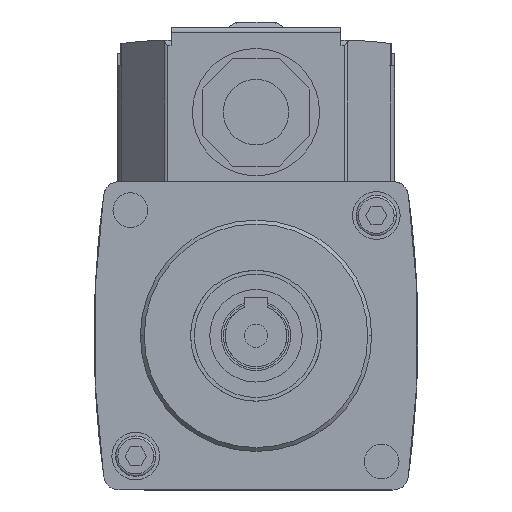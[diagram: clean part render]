
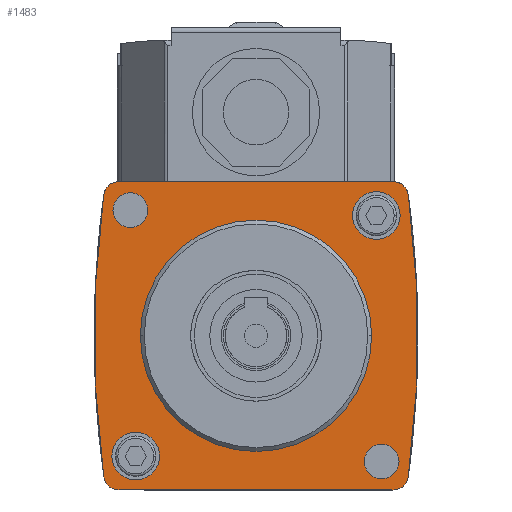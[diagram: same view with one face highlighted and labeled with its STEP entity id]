
A CAD part, front view. The second image highlights one B-rep face of the part: STEP entity #1483.
In plain terms, the highlighted planar face has unit normal (0, -1, 0).
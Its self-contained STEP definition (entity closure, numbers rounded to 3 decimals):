
#1483=ADVANCED_FACE('',(#3066,#3067,#3068,#3069,#3070,#3071),#3072,.T.);
#3066=FACE_BOUND('',#4742,.T.);
#3067=FACE_BOUND('',#4743,.T.);
#3068=FACE_BOUND('',#4744,.T.);
#3069=FACE_BOUND('',#4745,.T.);
#3070=FACE_BOUND('',#4746,.T.);
#3071=FACE_OUTER_BOUND('',#4747,.T.);
#3072=PLANE('',#4748);
#4742=EDGE_LOOP('',(#9102,#9103));
#4743=EDGE_LOOP('',(#9104,#9105));
#4744=EDGE_LOOP('',(#9106,#9107));
#4745=EDGE_LOOP('',(#9108,#9109));
#4746=EDGE_LOOP('',(#9110,#9111));
#4747=EDGE_LOOP('',(#9112,#9113,#9114,#9115,#9116,#9117,#9118,#9119));
#4748=AXIS2_PLACEMENT_3D('',#9120,#9121,#9122);
#9102=ORIENTED_EDGE('',*,*,#11343,.T.);
#9103=ORIENTED_EDGE('',*,*,#11187,.T.);
#9104=ORIENTED_EDGE('',*,*,#11347,.T.);
#9105=ORIENTED_EDGE('',*,*,#11182,.T.);
#9106=ORIENTED_EDGE('',*,*,#11153,.T.);
#9107=ORIENTED_EDGE('',*,*,#11360,.T.);
#9108=ORIENTED_EDGE('',*,*,#11148,.T.);
#9109=ORIENTED_EDGE('',*,*,#11361,.T.);
#9110=ORIENTED_EDGE('',*,*,#11170,.T.);
#9111=ORIENTED_EDGE('',*,*,#11356,.T.);
#9112=ORIENTED_EDGE('',*,*,#11362,.F.);
#9113=ORIENTED_EDGE('',*,*,#11363,.F.);
#9114=ORIENTED_EDGE('',*,*,#11364,.F.);
#9115=ORIENTED_EDGE('',*,*,#11365,.F.);
#9116=ORIENTED_EDGE('',*,*,#11366,.F.);
#9117=ORIENTED_EDGE('',*,*,#11367,.F.);
#9118=ORIENTED_EDGE('',*,*,#11368,.F.);
#9119=ORIENTED_EDGE('',*,*,#11369,.F.);
#9120=CARTESIAN_POINT('',(0.,-6.01,0.));
#9121=DIRECTION('',(0.0,-1.0,0.0));
#9122=DIRECTION('',(1.0,0.0,0.0));
#11148=EDGE_CURVE('',#13683,#13680,#13684,.T.);
#11153=EDGE_CURVE('',#13692,#13689,#13693,.T.);
#11170=EDGE_CURVE('',#13717,#13721,#13723,.T.);
#11182=EDGE_CURVE('',#13743,#13740,#13744,.T.);
#11187=EDGE_CURVE('',#13752,#13749,#13753,.T.);
#11343=EDGE_CURVE('',#13749,#13752,#13978,.T.);
#11347=EDGE_CURVE('',#13740,#13743,#13982,.T.);
#11356=EDGE_CURVE('',#13721,#13717,#13991,.T.);
#11360=EDGE_CURVE('',#13689,#13692,#13995,.T.);
#11361=EDGE_CURVE('',#13680,#13683,#13996,.T.);
#11362=EDGE_CURVE('',#13997,#13998,#13999,.T.);
#11363=EDGE_CURVE('',#14000,#13997,#14001,.T.);
#11364=EDGE_CURVE('',#14002,#14000,#14003,.T.);
#11365=EDGE_CURVE('',#14004,#14002,#14005,.T.);
#11366=EDGE_CURVE('',#14006,#14004,#14007,.T.);
#11367=EDGE_CURVE('',#14008,#14006,#14009,.T.);
#11368=EDGE_CURVE('',#14010,#14008,#14011,.T.);
#11369=EDGE_CURVE('',#13998,#14010,#14012,.T.);
#13680=VERTEX_POINT('',#17845);
#13683=VERTEX_POINT('',#17849);
#13684=CIRCLE('',#17850,2.25);
#13689=VERTEX_POINT('',#17856);
#13692=VERTEX_POINT('',#17860);
#13693=CIRCLE('',#17861,2.25);
#13717=VERTEX_POINT('',#17890);
#13721=VERTEX_POINT('',#17895);
#13723=CIRCLE('',#17898,15.0);
#13740=VERTEX_POINT('',#17919);
#13743=VERTEX_POINT('',#17923);
#13744=CIRCLE('',#17924,3.09);
#13749=VERTEX_POINT('',#17930);
#13752=VERTEX_POINT('',#17934);
#13753=CIRCLE('',#17935,3.09);
#13978=CIRCLE('',#18241,3.09);
#13982=CIRCLE('',#18245,3.09);
#13991=CIRCLE('',#18254,15.0);
#13995=CIRCLE('',#18258,2.25);
#13996=CIRCLE('',#18259,2.25);
#13997=VERTEX_POINT('',#18260);
#13998=VERTEX_POINT('',#18261);
#13999=LINE('',#18262,#18263);
#14000=VERTEX_POINT('',#18264);
#14001=CIRCLE('',#18265,2.);
#14002=VERTEX_POINT('',#18266);
#14003=CIRCLE('',#18267,134.1);
#14004=VERTEX_POINT('',#18268);
#14005=CIRCLE('',#18269,2.);
#14006=VERTEX_POINT('',#18270);
#14007=LINE('',#18271,#18272);
#14008=VERTEX_POINT('',#18273);
#14009=CIRCLE('',#18274,2.);
#14010=VERTEX_POINT('',#18275);
#14011=CIRCLE('',#18276,134.1);
#14012=CIRCLE('',#18277,2.);
#17845=CARTESIAN_POINT('',(-14.05,-6.01,16.3));
#17849=CARTESIAN_POINT('',(-18.55,-6.01,16.3));
#17850=AXIS2_PLACEMENT_3D('',#20249,#20250,#20251);
#17856=CARTESIAN_POINT('',(18.55,-6.01,-16.3));
#17860=CARTESIAN_POINT('',(14.05,-6.01,-16.3));
#17861=AXIS2_PLACEMENT_3D('',#20257,#20258,#20259);
#17890=CARTESIAN_POINT('',(15.0,-6.01,0.0));
#17895=CARTESIAN_POINT('',(-15.0,-6.01,0.));
#17898=AXIS2_PLACEMENT_3D('',#20285,#20286,#20287);
#17919=CARTESIAN_POINT('',(18.69,-6.01,15.6));
#17923=CARTESIAN_POINT('',(12.51,-6.01,15.6));
#17924=AXIS2_PLACEMENT_3D('',#20302,#20303,#20304);
#17930=CARTESIAN_POINT('',(-12.51,-6.01,-15.6));
#17934=CARTESIAN_POINT('',(-18.69,-6.01,-15.6));
#17935=AXIS2_PLACEMENT_3D('',#20310,#20311,#20312);
#18241=AXIS2_PLACEMENT_3D('',#20481,#20482,#20483);
#18245=AXIS2_PLACEMENT_3D('',#20487,#20488,#20489);
#18254=AXIS2_PLACEMENT_3D('',#20499,#20500,#20501);
#18258=AXIS2_PLACEMENT_3D('',#20505,#20506,#20507);
#18259=AXIS2_PLACEMENT_3D('',#20508,#20509,#20510);
#18260=CARTESIAN_POINT('',(-17.75,-6.01,20.0));
#18261=CARTESIAN_POINT('',(17.75,-6.01,20.));
#18262=CARTESIAN_POINT('',(0.0,-6.01,20.0));
#18263=VECTOR('',#20511,1.0);
#18264=CARTESIAN_POINT('',(-19.75,-6.01,18.3));
#18265=AXIS2_PLACEMENT_3D('',#20512,#20513,#20514);
#18266=CARTESIAN_POINT('',(-19.75,-6.01,-18.3));
#18267=AXIS2_PLACEMENT_3D('',#20515,#20516,#20517);
#18268=CARTESIAN_POINT('',(-17.75,-6.01,-20.));
#18269=AXIS2_PLACEMENT_3D('',#20518,#20519,#20520);
#18270=CARTESIAN_POINT('',(17.75,-6.01,-20.0));
#18271=CARTESIAN_POINT('',(-17.75,-6.01,-20.0));
#18272=VECTOR('',#20521,1.0);
#18273=CARTESIAN_POINT('',(19.75,-6.01,-18.3));
#18274=AXIS2_PLACEMENT_3D('',#20522,#20523,#20524);
#18275=CARTESIAN_POINT('',(19.75,-6.01,18.3));
#18276=AXIS2_PLACEMENT_3D('',#20525,#20526,#20527);
#18277=AXIS2_PLACEMENT_3D('',#20528,#20529,#20530);
#20249=CARTESIAN_POINT('',(-16.3,-6.01,16.3));
#20250=DIRECTION('',(-0.0,1.0,0.0));
#20251=DIRECTION('',(1.0,0.0,0.0));
#20257=CARTESIAN_POINT('',(16.3,-6.01,-16.3));
#20258=DIRECTION('',(-0.0,1.0,0.0));
#20259=DIRECTION('',(1.0,0.0,0.0));
#20285=CARTESIAN_POINT('',(0.0,-6.01,0.0));
#20286=DIRECTION('',(-0.0,1.0,0.0));
#20287=DIRECTION('',(1.0,0.0,0.0));
#20302=CARTESIAN_POINT('',(15.6,-6.01,15.6));
#20303=DIRECTION('',(-0.0,1.0,0.0));
#20304=DIRECTION('',(1.0,0.0,0.0));
#20310=CARTESIAN_POINT('',(-15.6,-6.01,-15.6));
#20311=DIRECTION('',(-0.0,1.0,0.0));
#20312=DIRECTION('',(1.0,0.0,0.0));
#20481=CARTESIAN_POINT('',(-15.6,-6.01,-15.6));
#20482=DIRECTION('',(-0.0,1.0,0.0));
#20483=DIRECTION('',(1.0,0.0,0.0));
#20487=CARTESIAN_POINT('',(15.6,-6.01,15.6));
#20488=DIRECTION('',(-0.0,1.0,0.0));
#20489=DIRECTION('',(1.0,0.0,0.0));
#20499=CARTESIAN_POINT('',(0.0,-6.01,0.0));
#20500=DIRECTION('',(-0.0,1.0,0.0));
#20501=DIRECTION('',(1.0,0.0,0.0));
#20505=CARTESIAN_POINT('',(16.3,-6.01,-16.3));
#20506=DIRECTION('',(-0.0,1.0,0.0));
#20507=DIRECTION('',(1.0,0.0,0.0));
#20508=CARTESIAN_POINT('',(-16.3,-6.01,16.3));
#20509=DIRECTION('',(-0.0,1.0,0.0));
#20510=DIRECTION('',(1.0,0.0,0.0));
#20511=DIRECTION('',(1.0,0.0,0.0));
#20512=CARTESIAN_POINT('',(-17.773,-6.01,18.));
#20513=DIRECTION('',(-0.0,1.0,0.0));
#20514=DIRECTION('',(0.011,0.0,1.));
#20515=CARTESIAN_POINT('',(113.095,-6.01,0.));
#20516=DIRECTION('',(0.0,1.0,-0.0));
#20517=DIRECTION('',(-0.991,0.0,0.136));
#20518=CARTESIAN_POINT('',(-17.773,-6.01,-18.));
#20519=DIRECTION('',(0.0,1.0,-0.0));
#20520=DIRECTION('',(-0.989,-0.0,-0.15));
#20521=DIRECTION('',(-1.0,0.0,-0.0));
#20522=CARTESIAN_POINT('',(17.773,-6.01,-18.));
#20523=DIRECTION('',(0.0,1.0,-0.0));
#20524=DIRECTION('',(-0.011,-0.0,-1.));
#20525=CARTESIAN_POINT('',(-113.095,-6.01,0.));
#20526=DIRECTION('',(-0.0,1.0,0.0));
#20527=DIRECTION('',(0.991,0.0,-0.136));
#20528=CARTESIAN_POINT('',(17.773,-6.01,18.));
#20529=DIRECTION('',(-0.0,1.0,0.0));
#20530=DIRECTION('',(0.989,0.0,0.15));
